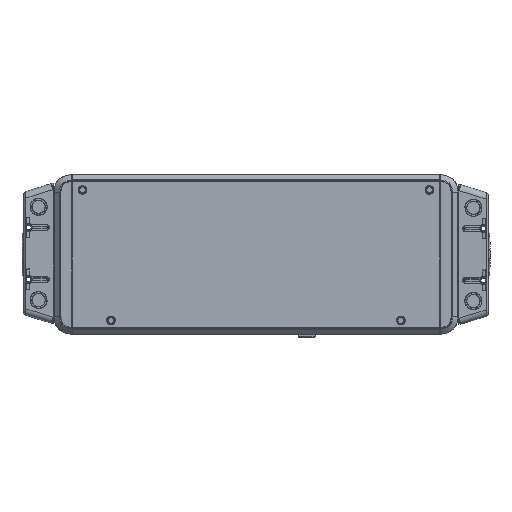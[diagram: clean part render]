
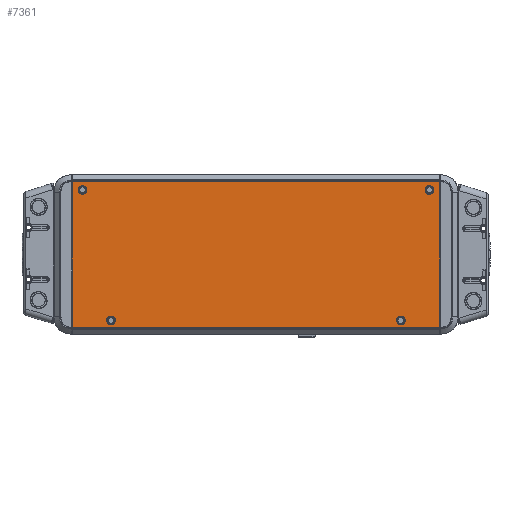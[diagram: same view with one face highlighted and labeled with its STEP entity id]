
A CAD part, front view. The second image highlights one B-rep face of the part: STEP entity #7361.
In plain terms, the highlighted planar face has unit normal (0, -1, 0).
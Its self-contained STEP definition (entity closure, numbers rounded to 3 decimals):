
#876 = VERTEX_POINT ( 'NONE', #85225 ) ;
#1339 = CIRCLE ( 'NONE', #32230, 4.177 ) ;
#3402 = ORIENTED_EDGE ( 'NONE', *, *, #21396, .T. ) ;
#3556 = CARTESIAN_POINT ( 'NONE',  ( 139.937, -46., -59.523 ) ) ;
#5498 = CARTESIAN_POINT ( 'NONE',  ( -167.563, -46., 62.3 ) ) ;
#5730 = CARTESIAN_POINT ( 'NONE',  ( 139.937, -46., -63.7 ) ) ;
#7074 = DIRECTION ( 'NONE',  ( 0., 0., -1. ) ) ;
#7361 = ADVANCED_FACE ( 'NONE', ( #70224, #88343, #76623, #17893, #52096 ), #81988, .T. ) ;
#12421 = DIRECTION ( 'NONE',  ( 0., 0., -1. ) ) ;
#12650 = DIRECTION ( 'NONE',  ( 0., 0., -1. ) ) ;
#13272 = DIRECTION ( 'NONE',  ( 0., 0., -1. ) ) ;
#13327 = AXIS2_PLACEMENT_3D ( 'NONE', #13557, #61319, #20420 ) ;
#13557 = CARTESIAN_POINT ( 'NONE',  ( 167.437, -46., 62.3 ) ) ;
#14045 = VECTOR ( 'NONE', #71368, 1000. ) ;
#14059 = LINE ( 'NONE', #19754, #30073 ) ;
#14131 = CARTESIAN_POINT ( 'NONE',  ( 139.937, -46., -63.7 ) ) ;
#14148 = VERTEX_POINT ( 'NONE', #64017 ) ;
#15999 = CARTESIAN_POINT ( 'NONE',  ( -140.063, -46., -67.877 ) ) ;
#17878 = AXIS2_PLACEMENT_3D ( 'NONE', #21006, #68752, #27827 ) ;
#17893 = FACE_BOUND ( 'NONE', #45302, .T. ) ;
#19754 = CARTESIAN_POINT ( 'NONE',  ( -0.063, -46., 70.413 ) ) ;
#19983 = CARTESIAN_POINT ( 'NONE',  ( -177.515, -46., -70.413 ) ) ;
#20379 = DIRECTION ( 'NONE',  ( 0., 1., 0. ) ) ;
#20420 = DIRECTION ( 'NONE',  ( 0., 0., -1. ) ) ;
#21003 = DIRECTION ( 'NONE',  ( 0., 0., -1. ) ) ;
#21006 = CARTESIAN_POINT ( 'NONE',  ( -140.063, -46., -63.7 ) ) ;
#21396 = EDGE_CURVE ( 'NONE', #14148, #876, #52541, .T. ) ;
#21570 = EDGE_CURVE ( 'NONE', #59111, #27249, #66417, .T. ) ;
#21693 = VERTEX_POINT ( 'NONE', #19983 ) ;
#22621 = ORIENTED_EDGE ( 'NONE', *, *, #37640, .T. ) ;
#23986 = ORIENTED_EDGE ( 'NONE', *, *, #36311, .T. ) ;
#23997 = CARTESIAN_POINT ( 'NONE',  ( -140.063, -46., -63.7 ) ) ;
#24011 = VERTEX_POINT ( 'NONE', #58333 ) ;
#24176 = AXIS2_PLACEMENT_3D ( 'NONE', #14131, #61896, #21003 ) ;
#24201 = ORIENTED_EDGE ( 'NONE', *, *, #80209, .T. ) ;
#27169 = CIRCLE ( 'NONE', #52168, 4.177 ) ;
#27249 = VERTEX_POINT ( 'NONE', #39063 ) ;
#27572 = EDGE_LOOP ( 'NONE', ( #3402, #23986 ) ) ;
#27610 = VERTEX_POINT ( 'NONE', #49735 ) ;
#27827 = DIRECTION ( 'NONE',  ( 0., 0., -1. ) ) ;
#29059 = ORIENTED_EDGE ( 'NONE', *, *, #60071, .T. ) ;
#29257 = CARTESIAN_POINT ( 'NONE',  ( -140.063, -46., -59.523 ) ) ;
#30073 = VECTOR ( 'NONE', #81214, 1000. ) ;
#30815 = DIRECTION ( 'NONE',  ( 0., 0., -1. ) ) ;
#30971 = EDGE_CURVE ( 'NONE', #33267, #88353, #52896, .T. ) ;
#31730 = AXIS2_PLACEMENT_3D ( 'NONE', #41112, #54283, #7074 ) ;
#32230 = AXIS2_PLACEMENT_3D ( 'NONE', #23997, #71738, #30815 ) ;
#32259 = EDGE_CURVE ( 'NONE', #82178, #27610, #27169, .T. ) ;
#33267 = VERTEX_POINT ( 'NONE', #68743 ) ;
#34757 = EDGE_CURVE ( 'NONE', #83809, #46326, #74066, .T. ) ;
#35495 = DIRECTION ( 'NONE',  ( 0., 1., 0. ) ) ;
#36311 = EDGE_CURVE ( 'NONE', #876, #14148, #87981, .T. ) ;
#36781 = CARTESIAN_POINT ( 'NONE',  ( 167.437, -46., 58.123 ) ) ;
#36818 = CARTESIAN_POINT ( 'NONE',  ( 177.389, -46., -70.413 ) ) ;
#37058 = ORIENTED_EDGE ( 'NONE', *, *, #59509, .T. ) ;
#37345 = AXIS2_PLACEMENT_3D ( 'NONE', #5498, #53308, #12421 ) ;
#37640 = EDGE_CURVE ( 'NONE', #46326, #83809, #1339, .T. ) ;
#39063 = CARTESIAN_POINT ( 'NONE',  ( 177.389, -46., 70.413 ) ) ;
#39074 = CIRCLE ( 'NONE', #13327, 4.177 ) ;
#39929 = ORIENTED_EDGE ( 'NONE', *, *, #80225, .T. ) ;
#40160 = EDGE_LOOP ( 'NONE', ( #56559, #56171, #39929, #37058 ) ) ;
#41112 = CARTESIAN_POINT ( 'NONE',  ( -0.063, -46., 0. ) ) ;
#41687 = EDGE_LOOP ( 'NONE', ( #29059, #52349 ) ) ;
#41787 = AXIS2_PLACEMENT_3D ( 'NONE', #76409, #35495, #83254 ) ;
#42162 = ORIENTED_EDGE ( 'NONE', *, *, #34757, .T. ) ;
#45302 = EDGE_LOOP ( 'NONE', ( #24201, #58331 ) ) ;
#46326 = VERTEX_POINT ( 'NONE', #15999 ) ;
#47592 = CARTESIAN_POINT ( 'NONE',  ( -177.515, -46., 0. ) ) ;
#49735 = CARTESIAN_POINT ( 'NONE',  ( 139.937, -46., -67.877 ) ) ;
#49815 = EDGE_LOOP ( 'NONE', ( #22621, #42162 ) ) ;
#52096 = FACE_OUTER_BOUND ( 'NONE', #40160, .T. ) ;
#52168 = AXIS2_PLACEMENT_3D ( 'NONE', #5730, #53532, #12650 ) ;
#52349 = ORIENTED_EDGE ( 'NONE', *, *, #32259, .T. ) ;
#52541 = CIRCLE ( 'NONE', #86114, 4.177 ) ;
#52896 = CIRCLE ( 'NONE', #41787, 4.177 ) ;
#53308 = DIRECTION ( 'NONE',  ( 0., 1., 0. ) ) ;
#53532 = DIRECTION ( 'NONE',  ( 0., 1., 0. ) ) ;
#54283 = DIRECTION ( 'NONE',  ( 0., -1., 0. ) ) ;
#56171 = ORIENTED_EDGE ( 'NONE', *, *, #88606, .T. ) ;
#56559 = ORIENTED_EDGE ( 'NONE', *, *, #21570, .T. ) ;
#56921 = CIRCLE ( 'NONE', #24176, 4.177 ) ;
#57676 = CARTESIAN_POINT ( 'NONE',  ( 177.389, -46., 0. ) ) ;
#58331 = ORIENTED_EDGE ( 'NONE', *, *, #30971, .T. ) ;
#58333 = CARTESIAN_POINT ( 'NONE',  ( -177.515, -46., 70.413 ) ) ;
#59111 = VERTEX_POINT ( 'NONE', #36818 ) ;
#59417 = LINE ( 'NONE', #47592, #75382 ) ;
#59509 = EDGE_CURVE ( 'NONE', #21693, #59111, #67619, .T. ) ;
#60071 = EDGE_CURVE ( 'NONE', #27610, #82178, #56921, .T. ) ;
#61277 = CARTESIAN_POINT ( 'NONE',  ( -167.563, -46., 62.3 ) ) ;
#61319 = DIRECTION ( 'NONE',  ( 0., 1., 0. ) ) ;
#61896 = DIRECTION ( 'NONE',  ( 0., 1., 0. ) ) ;
#64017 = CARTESIAN_POINT ( 'NONE',  ( -167.563, -46., 58.123 ) ) ;
#66417 = LINE ( 'NONE', #57676, #14045 ) ;
#67619 = LINE ( 'NONE', #77626, #85726 ) ;
#68142 = DIRECTION ( 'NONE',  ( 0., 0., -1. ) ) ;
#68743 = CARTESIAN_POINT ( 'NONE',  ( 167.437, -46., 66.477 ) ) ;
#68752 = DIRECTION ( 'NONE',  ( 0., 1., 0. ) ) ;
#70224 = FACE_BOUND ( 'NONE', #27572, .T. ) ;
#71368 = DIRECTION ( 'NONE',  ( 0., 0., 1. ) ) ;
#71738 = DIRECTION ( 'NONE',  ( 0., 1., 0. ) ) ;
#74066 = CIRCLE ( 'NONE', #17878, 4.177 ) ;
#75382 = VECTOR ( 'NONE', #13272, 1000. ) ;
#76409 = CARTESIAN_POINT ( 'NONE',  ( 167.437, -46., 62.3 ) ) ;
#76623 = FACE_BOUND ( 'NONE', #41687, .T. ) ;
#77626 = CARTESIAN_POINT ( 'NONE',  ( -0.063, -46., -70.413 ) ) ;
#80209 = EDGE_CURVE ( 'NONE', #88353, #33267, #39074, .T. ) ;
#80225 = EDGE_CURVE ( 'NONE', #24011, #21693, #59417, .T. ) ;
#81214 = DIRECTION ( 'NONE',  ( -1., 0., 0. ) ) ;
#81988 = PLANE ( 'NONE',  #31730 ) ;
#82178 = VERTEX_POINT ( 'NONE', #3556 ) ;
#83254 = DIRECTION ( 'NONE',  ( 0., 0., -1. ) ) ;
#83809 = VERTEX_POINT ( 'NONE', #29257 ) ;
#84455 = DIRECTION ( 'NONE',  ( 1., 0., 0. ) ) ;
#85225 = CARTESIAN_POINT ( 'NONE',  ( -167.563, -46., 66.477 ) ) ;
#85726 = VECTOR ( 'NONE', #84455, 1000. ) ;
#86114 = AXIS2_PLACEMENT_3D ( 'NONE', #61277, #20379, #68142 ) ;
#87981 = CIRCLE ( 'NONE', #37345, 4.177 ) ;
#88343 = FACE_BOUND ( 'NONE', #49815, .T. ) ;
#88353 = VERTEX_POINT ( 'NONE', #36781 ) ;
#88606 = EDGE_CURVE ( 'NONE', #27249, #24011, #14059, .T. ) ;
